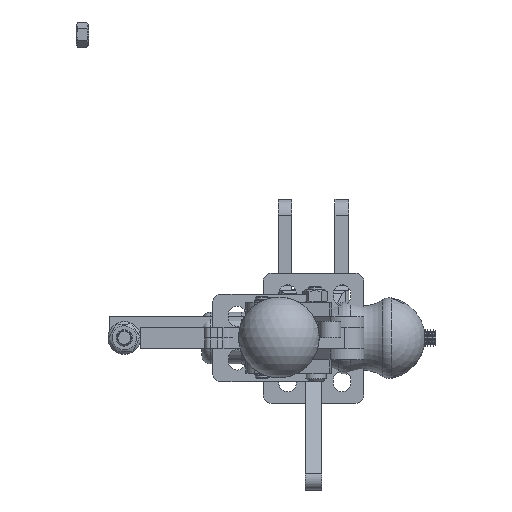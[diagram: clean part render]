
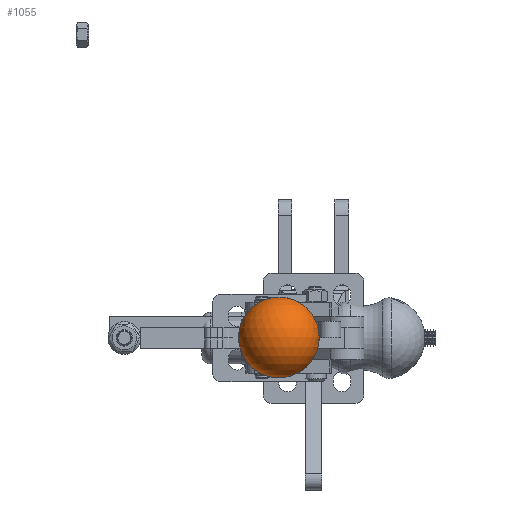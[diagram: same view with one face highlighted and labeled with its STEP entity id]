
A CAD part, top view. The second image highlights one B-rep face of the part: STEP entity #1055.
In plain terms, the highlighted spherical face has radius 15 mm.
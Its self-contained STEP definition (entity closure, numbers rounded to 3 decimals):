
#1055 = ADVANCED_FACE( '', ( #2459 ), #2460, .T. );
#2459 = FACE_OUTER_BOUND( '', #4271, .T. );
#2460 = SPHERICAL_SURFACE( '', #4272, 15. );
#4271 = EDGE_LOOP( '', ( #6795 ) );
#4272 = AXIS2_PLACEMENT_3D( '', #6796, #6797, #6798 );
#6795 = ORIENTED_EDGE( '', *, *, #8845, .T. );
#6796 = CARTESIAN_POINT( '', ( 26., 0., 0. ) );
#6797 = DIRECTION( '', ( 0., 0., 1. ) );
#6798 = DIRECTION( '', ( 1., 0., 0. ) );
#8845 = EDGE_CURVE( '', #10312, #10312, #10313, .T. );
#10312 = VERTEX_POINT( '', #12320 );
#10313 = CIRCLE( '', #12321, 14.794 );
#12320 = CARTESIAN_POINT( '', ( 28.478, 14.794, 0. ) );
#12321 = AXIS2_PLACEMENT_3D( '', #14488, #14489, #14490 );
#14488 = CARTESIAN_POINT( '', ( 28.478, 0., 0. ) );
#14489 = DIRECTION( '', ( 1., 0., 0. ) );
#14490 = DIRECTION( '', ( 0., 1., 0. ) );
